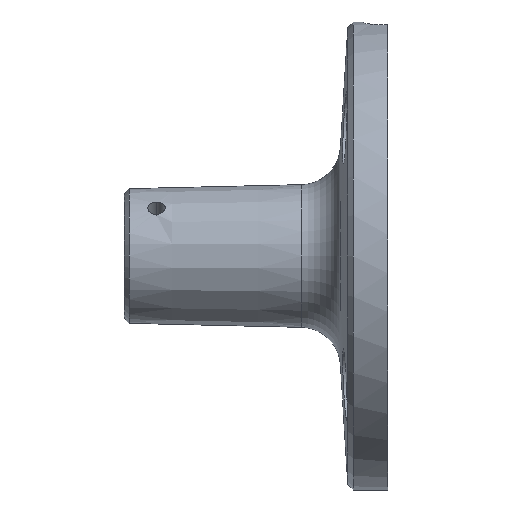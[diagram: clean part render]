
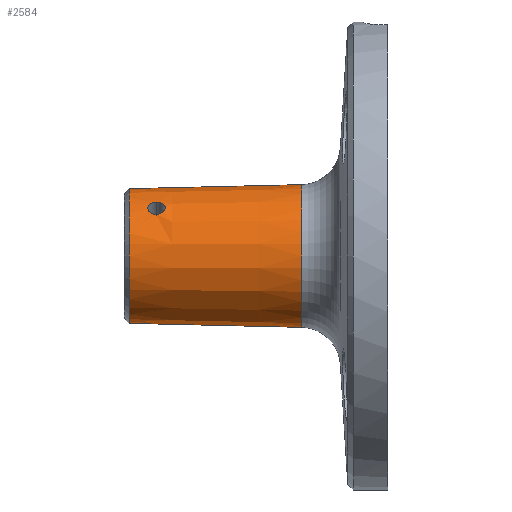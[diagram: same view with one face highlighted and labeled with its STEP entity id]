
A CAD part, left-side view. The second image highlights one B-rep face of the part: STEP entity #2584.
In plain terms, the highlighted conical face has half-angle 1.332 degrees and reference radius 13.5 mm.
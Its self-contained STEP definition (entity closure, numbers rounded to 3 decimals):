
#82 = CARTESIAN_POINT ( 'NONE',  ( 0., 26.5, 13.5 ) ) ;
#154 = DIRECTION ( 'NONE',  ( 0., -1., 0. ) ) ;
#281 = CARTESIAN_POINT ( 'NONE',  ( -9.219, 21.661, 10.016 ) ) ;
#300 = CARTESIAN_POINT ( 'NONE',  ( -10.769, 20.453, 8.373 ) ) ;
#332 = CARTESIAN_POINT ( 'NONE',  ( -9.842, 18.261, 9.519 ) ) ;
#355 = CARTESIAN_POINT ( 'NONE',  ( -9.996, 18.306, 9.356 ) ) ;
#572 = CARTESIAN_POINT ( 'NONE',  ( 0., 25.5, -13.523 ) ) ;
#754 = LINE ( 'NONE', #82, #5322 ) ;
#781 = CARTESIAN_POINT ( 'NONE',  ( -8.341, 20.23, 10.8 ) ) ;
#797 = CARTESIAN_POINT ( 'NONE',  ( -9.461, 21.739, 9.786 ) ) ;
#808 = EDGE_CURVE ( 'NONE', #3877, #1088, #970, .T. ) ;
#816 = CARTESIAN_POINT ( 'NONE',  ( -10.809, 20.116, 8.334 ) ) ;
#836 = CIRCLE ( 'NONE', #3443, 13.523 ) ;
#842 = EDGE_CURVE ( 'NONE', #944, #4010, #2320, .T. ) ;
#883 = CARTESIAN_POINT ( 'NONE',  ( 0., 26.5, -13.5 ) ) ;
#904 = ORIENTED_EDGE ( 'NONE', *, *, #2720, .F. ) ;
#931 = EDGE_CURVE ( 'NONE', #4281, #3877, #1863, .T. ) ;
#944 = VERTEX_POINT ( 'NONE', #5765 ) ;
#970 = CIRCLE ( 'NONE', #3521, 14.329 ) ;
#1088 = VERTEX_POINT ( 'NONE', #3293 ) ;
#1168 = CONICAL_SURFACE ( 'NONE', #1708, 13.5, 0.023 ) ;
#1274 = EDGE_LOOP ( 'NONE', ( #5038, #904 ) ) ;
#1299 = CARTESIAN_POINT ( 'NONE',  ( -8.398, 20.564, 10.746 ) ) ;
#1319 = CARTESIAN_POINT ( 'NONE',  ( -9.786, 21.75, 9.462 ) ) ;
#1354 = DIRECTION ( 'NONE',  ( 0., -1., -0.023 ) ) ;
#1412 = CARTESIAN_POINT ( 'NONE',  ( -9.517, 18.262, 9.844 ) ) ;
#1427 = VERTEX_POINT ( 'NONE', #5486 ) ;
#1553 = ORIENTED_EDGE ( 'NONE', *, *, #2733, .T. ) ;
#1708 = AXIS2_PLACEMENT_3D ( 'NONE', #5517, #154, #5545 ) ;
#1773 = EDGE_LOOP ( 'NONE', ( #5528, #1553, #4758, #3012 ) ) ;
#1817 = CARTESIAN_POINT ( 'NONE',  ( -8.505, 20.878, 10.652 ) ) ;
#1831 = CARTESIAN_POINT ( 'NONE',  ( -10.231, 21.529, 8.986 ) ) ;
#1863 = LINE ( 'NONE', #883, #4130 ) ;
#1864 = CARTESIAN_POINT ( 'NONE',  ( -10.212, 18.427, 9.115 ) ) ;
#2253 = CARTESIAN_POINT ( 'NONE',  ( -8.656, 21.156, 10.521 ) ) ;
#2263 = CARTESIAN_POINT ( 'NONE',  ( -10.521, 21.157, 8.657 ) ) ;
#2320 = B_SPLINE_CURVE_WITH_KNOTS ( 'NONE', 3,
 ( #5157, #5521, #4706, #4310, #3498, #3403, #2607, #5697, #5281, #4019, #1864, #2734, #355, #332, #2838, #2817, #1412, #4457, #2751, #5680, #5243, #4587, #5780, #4404, #4958, #4604, #5694, #5280 ),
 .UNSPECIFIED., .F., .F.,
 ( 4, 2, 2, 2, 2, 2, 2, 2, 2, 2, 2, 2, 2, 4 ),
 ( 0.01, 0.01, 0.011, 0.011, 0.012, 0.012, 0.012, 0.013, 0.013, 0.013, 0.014, 0.014, 0.015, 0.015 ),
 .UNSPECIFIED. ) ;
#2453 = EDGE_CURVE ( 'NONE', #1427, #1088, #754, .T. ) ;
#2471 = B_SPLINE_CURVE_WITH_KNOTS ( 'NONE', 3,
 ( #3088, #3511, #781, #3953, #1299, #4379, #1817, #4811, #2253, #5222, #2674, #5646, #3106, #281, #3526, #797, #3971, #1319, #4395, #1831, #4835, #2263, #5237, #2688, #5666, #3122, #300, #3546, #816, #3985 ),
 .UNSPECIFIED., .F., .F.,
 ( 4, 2, 2, 2, 2, 2, 2, 2, 2, 2, 2, 2, 2, 2, 4 ),
 ( 0.005, 0.005, 0.005, 0.006, 0.006, 0.006, 0.007, 0.007, 0.007, 0.008, 0.009, 0.009, 0.009, 0.01, 0.01 ),
 .UNSPECIFIED. ) ;
#2584 = ADVANCED_FACE ( 'NONE', ( #4829, #3673 ), #1168, .T. ) ;
#2607 = CARTESIAN_POINT ( 'NONE',  ( -10.609, 18.923, 8.632 ) ) ;
#2674 = CARTESIAN_POINT ( 'NONE',  ( -8.846, 21.392, 10.355 ) ) ;
#2688 = CARTESIAN_POINT ( 'NONE',  ( -10.652, 20.877, 8.505 ) ) ;
#2705 = DIRECTION ( 'NONE',  ( 0., -1., 0. ) ) ;
#2720 = EDGE_CURVE ( 'NONE', #4010, #944, #2471, .T. ) ;
#2733 = EDGE_CURVE ( 'NONE', #1427, #4281, #836, .T. ) ;
#2734 = CARTESIAN_POINT ( 'NONE',  ( -10.071, 18.339, 9.274 ) ) ;
#2751 = CARTESIAN_POINT ( 'NONE',  ( -9.272, 18.34, 10.072 ) ) ;
#2817 = CARTESIAN_POINT ( 'NONE',  ( -9.599, 18.25, 9.764 ) ) ;
#2838 = CARTESIAN_POINT ( 'NONE',  ( -9.763, 18.25, 9.601 ) ) ;
#2936 = DIRECTION ( 'NONE',  ( 0., 0., -1. ) ) ;
#3012 = ORIENTED_EDGE ( 'NONE', *, *, #808, .T. ) ;
#3088 = CARTESIAN_POINT ( 'NONE',  ( -8.336, 20., 10.811 ) ) ;
#3106 = CARTESIAN_POINT ( 'NONE',  ( -9.064, 21.573, 10.16 ) ) ;
#3122 = CARTESIAN_POINT ( 'NONE',  ( -10.746, 20.564, 8.398 ) ) ;
#3293 = CARTESIAN_POINT ( 'NONE',  ( 0., -9.153, 14.329 ) ) ;
#3320 = DIRECTION ( 'NONE',  ( 0., 1., 0. ) ) ;
#3359 = CARTESIAN_POINT ( 'NONE',  ( 0., -9.153, 0. ) ) ;
#3403 = CARTESIAN_POINT ( 'NONE',  ( -10.688, 19.117, 8.526 ) ) ;
#3443 = AXIS2_PLACEMENT_3D ( 'NONE', #5249, #2705, #5686 ) ;
#3498 = CARTESIAN_POINT ( 'NONE',  ( -10.765, 19.436, 8.416 ) ) ;
#3511 = CARTESIAN_POINT ( 'NONE',  ( -8.334, 20.114, 10.809 ) ) ;
#3521 = AXIS2_PLACEMENT_3D ( 'NONE', #3359, #3320, #2936 ) ;
#3526 = CARTESIAN_POINT ( 'NONE',  ( -9.299, 21.694, 9.941 ) ) ;
#3546 = CARTESIAN_POINT ( 'NONE',  ( -10.8, 20.23, 8.341 ) ) ;
#3673 = FACE_BOUND ( 'NONE', #1274, .T. ) ;
#3877 = VERTEX_POINT ( 'NONE', #5560 ) ;
#3933 = CARTESIAN_POINT ( 'NONE',  ( -8.336, 20., 10.811 ) ) ;
#3953 = CARTESIAN_POINT ( 'NONE',  ( -8.373, 20.455, 10.768 ) ) ;
#3971 = CARTESIAN_POINT ( 'NONE',  ( -9.544, 21.75, 9.704 ) ) ;
#3985 = CARTESIAN_POINT ( 'NONE',  ( -10.811, 20., 8.336 ) ) ;
#4010 = VERTEX_POINT ( 'NONE', #3933 ) ;
#4019 = CARTESIAN_POINT ( 'NONE',  ( -10.278, 18.481, 9.039 ) ) ;
#4130 = VECTOR ( 'NONE', #1354, 1000. ) ;
#4281 = VERTEX_POINT ( 'NONE', #572 ) ;
#4310 = CARTESIAN_POINT ( 'NONE',  ( -10.784, 19.547, 8.388 ) ) ;
#4379 = CARTESIAN_POINT ( 'NONE',  ( -8.464, 20.776, 10.688 ) ) ;
#4395 = CARTESIAN_POINT ( 'NONE',  ( -9.945, 21.704, 9.296 ) ) ;
#4404 = CARTESIAN_POINT ( 'NONE',  ( -8.631, 18.925, 10.61 ) ) ;
#4457 = CARTESIAN_POINT ( 'NONE',  ( -9.354, 18.306, 9.997 ) ) ;
#4587 = CARTESIAN_POINT ( 'NONE',  ( -8.891, 18.609, 10.402 ) ) ;
#4604 = CARTESIAN_POINT ( 'NONE',  ( -8.38, 19.541, 10.79 ) ) ;
#4658 = DIRECTION ( 'NONE',  ( 0., -1., 0.023 ) ) ;
#4706 = CARTESIAN_POINT ( 'NONE',  ( -10.807, 19.771, 8.349 ) ) ;
#4758 = ORIENTED_EDGE ( 'NONE', *, *, #931, .T. ) ;
#4811 = CARTESIAN_POINT ( 'NONE',  ( -8.601, 21.068, 10.569 ) ) ;
#4829 = FACE_OUTER_BOUND ( 'NONE', #1773, .T. ) ;
#4835 = CARTESIAN_POINT ( 'NONE',  ( -10.361, 21.399, 8.84 ) ) ;
#4958 = CARTESIAN_POINT ( 'NONE',  ( -8.525, 19.12, 10.688 ) ) ;
#5038 = ORIENTED_EDGE ( 'NONE', *, *, #842, .F. ) ;
#5157 = CARTESIAN_POINT ( 'NONE',  ( -10.811, 20., 8.336 ) ) ;
#5222 = CARTESIAN_POINT ( 'NONE',  ( -8.78, 21.319, 10.414 ) ) ;
#5237 = CARTESIAN_POINT ( 'NONE',  ( -10.569, 21.067, 8.601 ) ) ;
#5243 = CARTESIAN_POINT ( 'NONE',  ( -9.037, 18.482, 10.279 ) ) ;
#5249 = CARTESIAN_POINT ( 'NONE',  ( 0., 25.5, 0. ) ) ;
#5280 = CARTESIAN_POINT ( 'NONE',  ( -8.336, 20., 10.811 ) ) ;
#5281 = CARTESIAN_POINT ( 'NONE',  ( -10.4, 18.608, 8.893 ) ) ;
#5322 = VECTOR ( 'NONE', #4658, 1000. ) ;
#5486 = CARTESIAN_POINT ( 'NONE',  ( 0., 25.5, 13.523 ) ) ;
#5517 = CARTESIAN_POINT ( 'NONE',  ( 0., 26.5, 0. ) ) ;
#5521 = CARTESIAN_POINT ( 'NONE',  ( -10.813, 19.884, 8.338 ) ) ;
#5528 = ORIENTED_EDGE ( 'NONE', *, *, #2453, .F. ) ;
#5545 = DIRECTION ( 'NONE',  ( 0., 0., -1. ) ) ;
#5560 = CARTESIAN_POINT ( 'NONE',  ( 0., -9.153, -14.329 ) ) ;
#5646 = CARTESIAN_POINT ( 'NONE',  ( -8.988, 21.518, 10.229 ) ) ;
#5666 = CARTESIAN_POINT ( 'NONE',  ( -10.688, 20.776, 8.464 ) ) ;
#5680 = CARTESIAN_POINT ( 'NONE',  ( -9.113, 18.428, 10.213 ) ) ;
#5686 = DIRECTION ( 'NONE',  ( 0., 0., 1. ) ) ;
#5694 = CARTESIAN_POINT ( 'NONE',  ( -8.34, 19.771, 10.814 ) ) ;
#5697 = CARTESIAN_POINT ( 'NONE',  ( -10.458, 18.681, 8.823 ) ) ;
#5765 = CARTESIAN_POINT ( 'NONE',  ( -10.811, 20., 8.336 ) ) ;
#5780 = CARTESIAN_POINT ( 'NONE',  ( -8.821, 18.683, 10.459 ) ) ;
